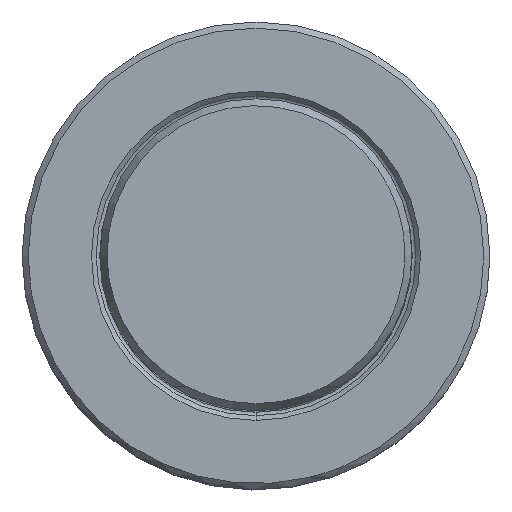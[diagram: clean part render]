
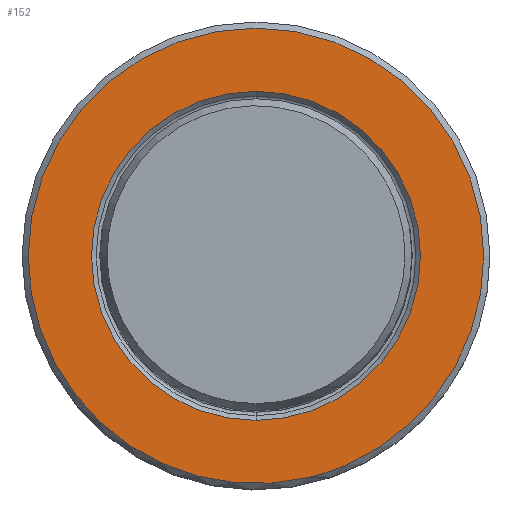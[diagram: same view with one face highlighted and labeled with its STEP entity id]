
A CAD part, top view. The second image highlights one B-rep face of the part: STEP entity #152.
In plain terms, the highlighted planar face has unit normal (0, 0, 1).
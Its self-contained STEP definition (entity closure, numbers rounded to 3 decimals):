
#30=FACE_BOUND('',#299,.T.);
#31=FACE_BOUND('',#300,.T.);
#42=PLANE('',#1262);
#152=ADVANCED_FACE('',(#30,#31),#42,.F.);
#299=EDGE_LOOP('',(#531,#532,#533,#534));
#300=EDGE_LOOP('',(#535,#536));
#531=ORIENTED_EDGE('',*,*,#786,.F.);
#532=ORIENTED_EDGE('',*,*,#787,.F.);
#533=ORIENTED_EDGE('',*,*,#788,.F.);
#534=ORIENTED_EDGE('',*,*,#789,.F.);
#535=ORIENTED_EDGE('',*,*,#785,.F.);
#536=ORIENTED_EDGE('',*,*,#790,.F.);
#655=VERTEX_POINT('',#2437);
#656=VERTEX_POINT('',#2439);
#657=VERTEX_POINT('',#2443);
#658=VERTEX_POINT('',#2444);
#659=VERTEX_POINT('',#2446);
#660=VERTEX_POINT('',#2448);
#785=EDGE_CURVE('',#656,#655,#935,.T.);
#786=EDGE_CURVE('',#657,#658,#936,.T.);
#787=EDGE_CURVE('',#659,#657,#937,.T.);
#788=EDGE_CURVE('',#660,#659,#938,.T.);
#789=EDGE_CURVE('',#658,#660,#939,.T.);
#790=EDGE_CURVE('',#655,#656,#940,.T.);
#935=CIRCLE('',#1255,13.4);
#936=CIRCLE('',#1257,18.55);
#937=CIRCLE('',#1258,18.55);
#938=CIRCLE('',#1259,18.55);
#939=CIRCLE('',#1260,18.55);
#940=CIRCLE('',#1261,13.4);
#1255=AXIS2_PLACEMENT_3D('',#2440,#1556,#1557);
#1257=AXIS2_PLACEMENT_3D('',#2442,#1560,#1561);
#1258=AXIS2_PLACEMENT_3D('',#2445,#1562,#1563);
#1259=AXIS2_PLACEMENT_3D('',#2447,#1564,#1565);
#1260=AXIS2_PLACEMENT_3D('',#2449,#1566,#1567);
#1261=AXIS2_PLACEMENT_3D('',#2450,#1568,#1569);
#1262=AXIS2_PLACEMENT_3D('',#2451,#1570,#1571);
#1556=DIRECTION('',(0.,0.,1.));
#1557=DIRECTION('',(0.,1.,0.));
#1560=DIRECTION('',(0.,0.,-1.));
#1561=DIRECTION('',(1.,0.,0.));
#1562=DIRECTION('',(0.,0.,-1.));
#1563=DIRECTION('',(-1.,0.,0.));
#1564=DIRECTION('',(0.,0.,-1.));
#1565=DIRECTION('',(0.231,-0.973,0.));
#1566=DIRECTION('',(0.,0.,-1.));
#1567=DIRECTION('',(0.391,-0.92,0.));
#1568=DIRECTION('',(0.,0.,1.));
#1569=DIRECTION('',(0.,-1.,0.));
#1570=DIRECTION('',(0.,0.,-1.));
#1571=DIRECTION('',(0.,-1.,0.));
#2437=CARTESIAN_POINT('',(0.,-13.4,0.));
#2439=CARTESIAN_POINT('',(0.,13.4,0.));
#2440=CARTESIAN_POINT('',(0.,0.,0.));
#2442=CARTESIAN_POINT('',(0.,0.,0.));
#2443=CARTESIAN_POINT('',(18.55,0.,0.));
#2444=CARTESIAN_POINT('',(7.255,-17.073,0.));
#2445=CARTESIAN_POINT('',(0.,0.,0.));
#2446=CARTESIAN_POINT('',(-18.55,0.,0.));
#2447=CARTESIAN_POINT('',(0.,0.,0.));
#2448=CARTESIAN_POINT('',(4.278,-18.05,0.));
#2449=CARTESIAN_POINT('',(0.,0.,0.));
#2450=CARTESIAN_POINT('',(0.,0.,0.));
#2451=CARTESIAN_POINT('',(0.,0.,0.));
